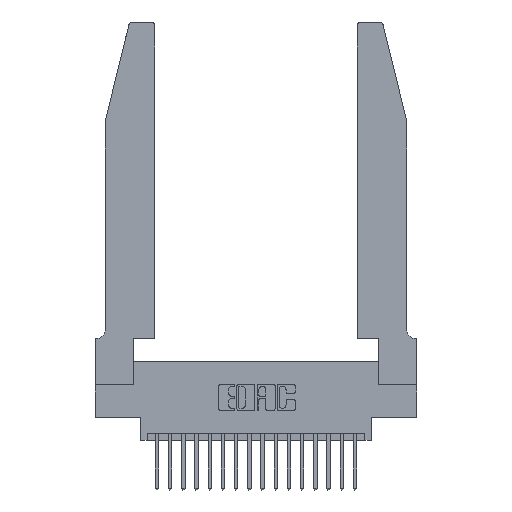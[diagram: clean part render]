
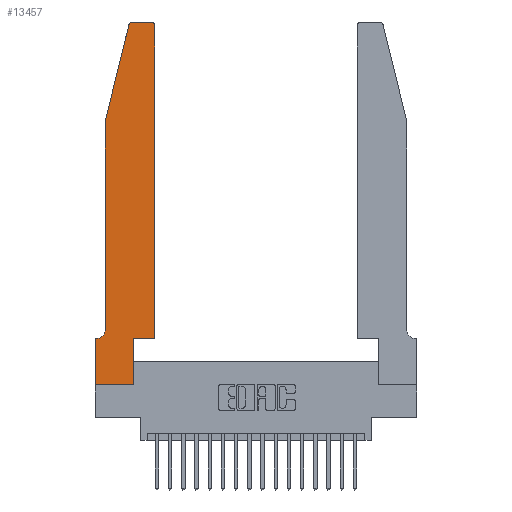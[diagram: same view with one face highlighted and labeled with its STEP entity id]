
A CAD part, top view. The second image highlights one B-rep face of the part: STEP entity #13457.
In plain terms, the highlighted planar face has unit normal (0, 0, 1).
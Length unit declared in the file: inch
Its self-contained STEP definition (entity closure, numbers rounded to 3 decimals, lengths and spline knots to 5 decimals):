
#262 = CIRCLE ( 'NONE', #3328, 0.03 ) ;
#560 = VECTOR ( 'NONE', #14017, 39.37008 ) ;
#676 = DIRECTION ( 'NONE',  ( 0., 0., 1. ) ) ;
#793 = DIRECTION ( 'NONE',  ( 0., 1., 0. ) ) ;
#802 = VERTEX_POINT ( 'NONE', #10541 ) ;
#948 = CIRCLE ( 'NONE', #3666, 0.03 ) ;
#1169 = EDGE_CURVE ( 'NONE', #20386, #5691, #3565, .T. ) ;
#1269 = VERTEX_POINT ( 'NONE', #16477 ) ;
#1351 = EDGE_CURVE ( 'NONE', #18279, #3268, #3281, .T. ) ;
#1538 = DIRECTION ( 'NONE',  ( 1., 0., 0. ) ) ;
#1765 = ORIENTED_EDGE ( 'NONE', *, *, #1169, .T. ) ;
#1838 = LINE ( 'NONE', #8278, #2913 ) ;
#2704 = VERTEX_POINT ( 'NONE', #8342 ) ;
#2913 = VECTOR ( 'NONE', #9793, 39.37008 ) ;
#3210 = EDGE_CURVE ( 'NONE', #3268, #16341, #262, .T. ) ;
#3268 = VERTEX_POINT ( 'NONE', #6790 ) ;
#3281 = LINE ( 'NONE', #17743, #19877 ) ;
#3328 = AXIS2_PLACEMENT_3D ( 'NONE', #5019, #16212, #6717 ) ;
#3565 = LINE ( 'NONE', #18103, #19134 ) ;
#3666 = AXIS2_PLACEMENT_3D ( 'NONE', #10660, #676, #12267 ) ;
#3780 = EDGE_CURVE ( 'NONE', #18409, #19490, #4245, .T. ) ;
#3917 = ORIENTED_EDGE ( 'NONE', *, *, #3780, .T. ) ;
#4245 = LINE ( 'NONE', #9543, #12413 ) ;
#4310 = CARTESIAN_POINT ( 'NONE',  ( 0.0055, 0.35, 0.37 ) ) ;
#4553 = ORIENTED_EDGE ( 'NONE', *, *, #3210, .T. ) ;
#5019 = CARTESIAN_POINT ( 'NONE',  ( 0.4205, 2.72, 0.37 ) ) ;
#5691 = VERTEX_POINT ( 'NONE', #9445 ) ;
#5868 = ORIENTED_EDGE ( 'NONE', *, *, #1351, .T. ) ;
#5920 = EDGE_LOOP ( 'NONE', ( #17171, #17442, #9030, #17408, #19770, #1765, #14797, #3917, #15316, #11155, #5868, #4553 ) ) ;
#6071 = EDGE_CURVE ( 'NONE', #5691, #18409, #17011, .T. ) ;
#6587 = CARTESIAN_POINT ( 'NONE',  ( 0., 0.35, 0.37 ) ) ;
#6615 = CARTESIAN_POINT ( 'NONE',  ( 0.0755, 2., 0.37 ) ) ;
#6709 = EDGE_CURVE ( 'NONE', #2704, #1269, #948, .T. ) ;
#6717 = DIRECTION ( 'NONE',  ( 1., 0., 0. ) ) ;
#6790 = CARTESIAN_POINT ( 'NONE',  ( 0.4505, 2.72, 0.37 ) ) ;
#7178 = DIRECTION ( 'NONE',  ( 0., -1., 0. ) ) ;
#7179 = VERTEX_POINT ( 'NONE', #15053 ) ;
#7274 = AXIS2_PLACEMENT_3D ( 'NONE', #6587, #11460, #1538 ) ;
#7337 = VECTOR ( 'NONE', #8291, 39.37008 ) ;
#7779 = VECTOR ( 'NONE', #10965, 39.37008 ) ;
#8278 = CARTESIAN_POINT ( 'NONE',  ( 0.4505, 0.35, 0.37 ) ) ;
#8291 = DIRECTION ( 'NONE',  ( -0.239, -0.971, 0. ) ) ;
#8342 = CARTESIAN_POINT ( 'NONE',  ( 0.284, 2.75, 0.37 ) ) ;
#8502 = CARTESIAN_POINT ( 'NONE',  ( 0.4205, 2.75, 0.37 ) ) ;
#8539 = AXIS2_PLACEMENT_3D ( 'NONE', #9925, #20916, #11528 ) ;
#9030 = ORIENTED_EDGE ( 'NONE', *, *, #14349, .T. ) ;
#9372 = CARTESIAN_POINT ( 'NONE',  ( 0.2605, 2.75, 0.37 ) ) ;
#9445 = CARTESIAN_POINT ( 'NONE',  ( 0., 0.35, 0.37 ) ) ;
#9543 = CARTESIAN_POINT ( 'NONE',  ( 0., 0., 0.37 ) ) ;
#9793 = DIRECTION ( 'NONE',  ( 1., 0., 0. ) ) ;
#9852 = PLANE ( 'NONE',  #7274 ) ;
#9925 = CARTESIAN_POINT ( 'NONE',  ( 0.0055, 0.42, 0.37 ) ) ;
#10541 = CARTESIAN_POINT ( 'NONE',  ( 0.2865, 0.35, 0.37 ) ) ;
#10660 = CARTESIAN_POINT ( 'NONE',  ( 0.284, 2.72, 0.37 ) ) ;
#10965 = DIRECTION ( 'NONE',  ( -1., 0., 0. ) ) ;
#11155 = ORIENTED_EDGE ( 'NONE', *, *, #12972, .T. ) ;
#11460 = DIRECTION ( 'NONE',  ( 0., 0., 1. ) ) ;
#11511 = LINE ( 'NONE', #12154, #19358 ) ;
#11528 = DIRECTION ( 'NONE',  ( -1., 0., 0. ) ) ;
#11645 = CARTESIAN_POINT ( 'NONE',  ( 0.0755, 0.42, 0.37 ) ) ;
#12024 = CARTESIAN_POINT ( 'NONE',  ( 0., 0., 0.37 ) ) ;
#12154 = CARTESIAN_POINT ( 'NONE',  ( 0.0755, 2., 0.37 ) ) ;
#12267 = DIRECTION ( 'NONE',  ( 1., 0., 0. ) ) ;
#12413 = VECTOR ( 'NONE', #12864, 39.37008 ) ;
#12446 = CARTESIAN_POINT ( 'NONE',  ( 0.2865, 0.35, 0.37 ) ) ;
#12864 = DIRECTION ( 'NONE',  ( 1., 0., 0. ) ) ;
#12972 = EDGE_CURVE ( 'NONE', #802, #18279, #1838, .T. ) ;
#13107 = CARTESIAN_POINT ( 'NONE',  ( 0.2865, 0., 0.37 ) ) ;
#13457 = ADVANCED_FACE ( 'NONE', ( #14830 ), #9852, .T. ) ;
#13699 = LINE ( 'NONE', #12446, #560 ) ;
#13724 = DIRECTION ( 'NONE',  ( 0., -1., 0. ) ) ;
#14017 = DIRECTION ( 'NONE',  ( 0., 1., 0. ) ) ;
#14349 = EDGE_CURVE ( 'NONE', #1269, #7179, #20418, .T. ) ;
#14797 = ORIENTED_EDGE ( 'NONE', *, *, #6071, .T. ) ;
#14830 = FACE_OUTER_BOUND ( 'NONE', #5920, .T. ) ;
#15022 = EDGE_CURVE ( 'NONE', #17812, #20386, #16765, .T. ) ;
#15053 = CARTESIAN_POINT ( 'NONE',  ( 0.0755, 2., 0.37 ) ) ;
#15316 = ORIENTED_EDGE ( 'NONE', *, *, #20378, .T. ) ;
#16155 = LINE ( 'NONE', #9372, #7779 ) ;
#16172 = CARTESIAN_POINT ( 'NONE',  ( 0., 0., 0.37 ) ) ;
#16212 = DIRECTION ( 'NONE',  ( 0., 0., 1. ) ) ;
#16341 = VERTEX_POINT ( 'NONE', #8502 ) ;
#16477 = CARTESIAN_POINT ( 'NONE',  ( 0.25487, 2.72718, 0.37 ) ) ;
#16765 = CIRCLE ( 'NONE', #8539, 0.07 ) ;
#16883 = EDGE_CURVE ( 'NONE', #16341, #2704, #16155, .T. ) ;
#17011 = LINE ( 'NONE', #12024, #20686 ) ;
#17171 = ORIENTED_EDGE ( 'NONE', *, *, #16883, .T. ) ;
#17377 = DIRECTION ( 'NONE',  ( -1., 0., 0. ) ) ;
#17384 = EDGE_CURVE ( 'NONE', #7179, #17812, #11511, .T. ) ;
#17408 = ORIENTED_EDGE ( 'NONE', *, *, #17384, .T. ) ;
#17442 = ORIENTED_EDGE ( 'NONE', *, *, #6709, .T. ) ;
#17743 = CARTESIAN_POINT ( 'NONE',  ( 0.4505, 0.35, 0.37 ) ) ;
#17812 = VERTEX_POINT ( 'NONE', #11645 ) ;
#18103 = CARTESIAN_POINT ( 'NONE',  ( 0.0755, 0.35, 0.37 ) ) ;
#18279 = VERTEX_POINT ( 'NONE', #18937 ) ;
#18409 = VERTEX_POINT ( 'NONE', #16172 ) ;
#18937 = CARTESIAN_POINT ( 'NONE',  ( 0.4505, 0.35, 0.37 ) ) ;
#19134 = VECTOR ( 'NONE', #17377, 39.37008 ) ;
#19358 = VECTOR ( 'NONE', #13724, 39.37008 ) ;
#19490 = VERTEX_POINT ( 'NONE', #13107 ) ;
#19770 = ORIENTED_EDGE ( 'NONE', *, *, #15022, .T. ) ;
#19877 = VECTOR ( 'NONE', #793, 39.37008 ) ;
#20378 = EDGE_CURVE ( 'NONE', #19490, #802, #13699, .T. ) ;
#20386 = VERTEX_POINT ( 'NONE', #4310 ) ;
#20418 = LINE ( 'NONE', #6615, #7337 ) ;
#20686 = VECTOR ( 'NONE', #7178, 39.37008 ) ;
#20916 = DIRECTION ( 'NONE',  ( 0., 0., -1. ) ) ;
